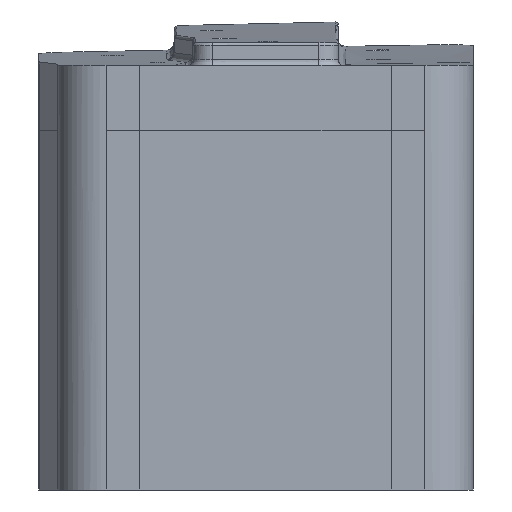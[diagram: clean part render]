
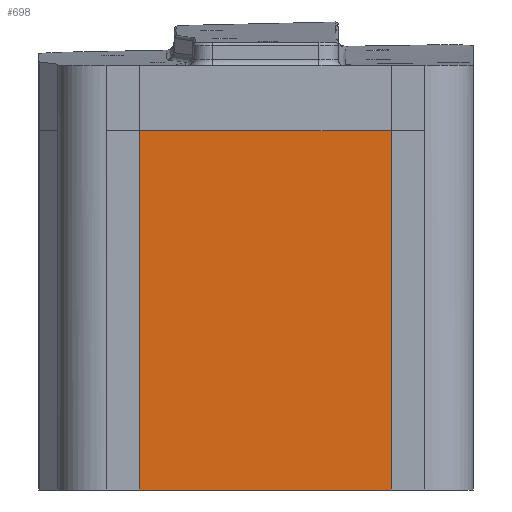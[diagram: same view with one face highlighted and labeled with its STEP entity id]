
A CAD part, left-side view. The second image highlights one B-rep face of the part: STEP entity #698.
In plain terms, the highlighted face is a extrusion surface.
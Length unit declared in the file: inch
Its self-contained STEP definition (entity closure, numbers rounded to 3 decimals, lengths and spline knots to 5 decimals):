
#119=SURFACE_OF_LINEAR_EXTRUSION('',#1708,#4262);
#698=ADVANCED_FACE('',(#1015),#119,.F.);
#1015=FACE_OUTER_BOUND('',#1267,.T.);
#1267=EDGE_LOOP('',(#2336,#2337,#2338,#2339));
#1552=B_SPLINE_CURVE_WITH_KNOTS('',3,(#5668,#5669,#5670,#5671),
 .UNSPECIFIED.,.F.,.F.,(4,4),(0.,1.),.UNSPECIFIED.);
#1684=B_SPLINE_CURVE_WITH_KNOTS('',3,(#8146,#8147,#8148,#8149),
 .UNSPECIFIED.,.F.,.F.,(4,4),(0.,1.),.UNSPECIFIED.);
#1708=B_SPLINE_CURVE_WITH_KNOTS('',3,(#8336,#8337,#8338,#8339),
 .UNSPECIFIED.,.F.,.F.,(4,4),(0.,1.),.UNSPECIFIED.);
#2336=ORIENTED_EDGE('',*,*,#3733,.T.);
#2337=ORIENTED_EDGE('',*,*,#3521,.T.);
#2338=ORIENTED_EDGE('',*,*,#3734,.F.);
#2339=ORIENTED_EDGE('',*,*,#3714,.T.);
#3148=VERTEX_POINT('',#5667);
#3149=VERTEX_POINT('',#5672);
#3281=VERTEX_POINT('',#8140);
#3282=VERTEX_POINT('',#8150);
#3521=EDGE_CURVE('',#3149,#3148,#1552,.T.);
#3714=EDGE_CURVE('',#3282,#3281,#1684,.T.);
#3733=EDGE_CURVE('',#3281,#3149,#4139,.T.);
#3734=EDGE_CURVE('',#3282,#3148,#4140,.T.);
#4139=LINE('',#8333,#4260);
#4140=LINE('',#8335,#4261);
#4260=VECTOR('',#4748,1.);
#4261=VECTOR('',#4751,1.);
#4262=VECTOR('',#4752,1.);
#4748=DIRECTION('',(0.,0.,-1.));
#4751=DIRECTION('',(0.,0.,-1.));
#4752=DIRECTION('',(0.,0.,-1.));
#5667=CARTESIAN_POINT('',(-9.26086,-21.29581,0.5));
#5668=CARTESIAN_POINT('',(-9.26084,-18.68263,0.5));
#5669=CARTESIAN_POINT('',(-9.26085,-19.5591,0.5));
#5670=CARTESIAN_POINT('',(-9.26086,-20.43015,0.5));
#5671=CARTESIAN_POINT('',(-9.26086,-21.29581,0.5));
#5672=CARTESIAN_POINT('',(-9.26084,-18.68263,0.5));
#8140=CARTESIAN_POINT('',(-9.26084,-18.68263,4.23662));
#8146=CARTESIAN_POINT('',(-9.26086,-21.29581,4.23662));
#8147=CARTESIAN_POINT('',(-9.26086,-20.43015,4.23662));
#8148=CARTESIAN_POINT('',(-9.26085,-19.5591,4.23662));
#8149=CARTESIAN_POINT('',(-9.26084,-18.68263,4.23662));
#8150=CARTESIAN_POINT('',(-9.26086,-21.29581,4.23662));
#8333=CARTESIAN_POINT('',(-9.26084,-18.68263,4.61028));
#8335=CARTESIAN_POINT('',(-9.26086,-21.29581,4.61028));
#8336=CARTESIAN_POINT('',(-9.26084,-18.68263,4.61028));
#8337=CARTESIAN_POINT('',(-9.26085,-19.5591,4.61028));
#8338=CARTESIAN_POINT('',(-9.26086,-20.43015,4.61028));
#8339=CARTESIAN_POINT('',(-9.26086,-21.29581,4.61028));
